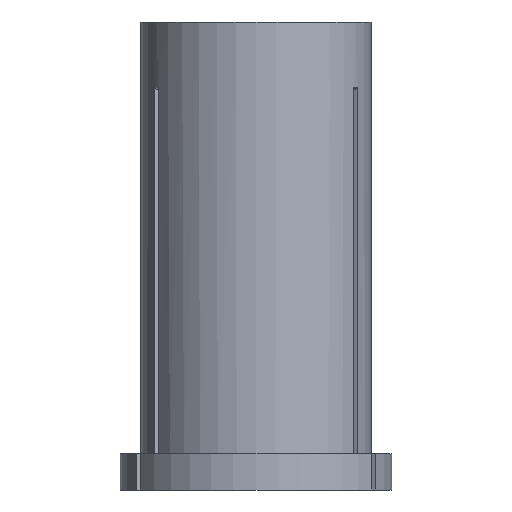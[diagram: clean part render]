
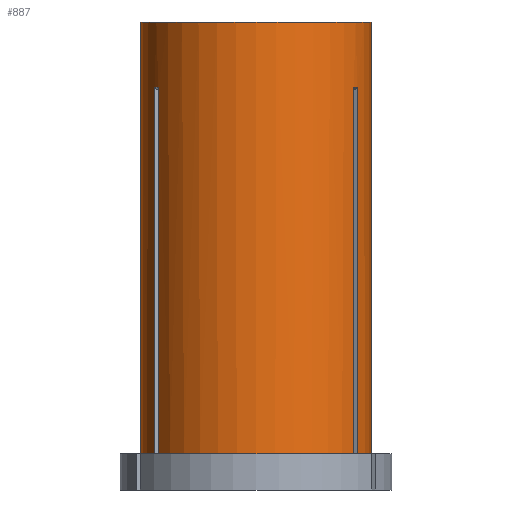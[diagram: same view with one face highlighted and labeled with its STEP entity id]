
A CAD part, front view. The second image highlights one B-rep face of the part: STEP entity #887.
In plain terms, the highlighted cylindrical face has radius 15.875 mm (diameter 31.75 mm), a partial arc.
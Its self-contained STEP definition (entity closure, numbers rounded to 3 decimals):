
#8 = CARTESIAN_POINT ( 'NONE',  ( -15.875, 0., 0. ) ) ;
#16 = EDGE_CURVE ( 'NONE', #457, #324, #808, .T. ) ;
#19 = ORIENTED_EDGE ( 'NONE', *, *, #528, .F. ) ;
#34 = EDGE_CURVE ( 'NONE', #491, #866, #176, .T. ) ;
#35 = VECTOR ( 'NONE', #95, 1000. ) ;
#64 = CARTESIAN_POINT ( 'NONE',  ( -15.875, 0., -59.6 ) ) ;
#70 = LINE ( 'NONE', #210, #89 ) ;
#89 = VECTOR ( 'NONE', #1166, 1000. ) ;
#92 = EDGE_CURVE ( 'NONE', #253, #778, #741, .T. ) ;
#95 = DIRECTION ( 'NONE',  ( 0., 0., 1. ) ) ;
#145 = CARTESIAN_POINT ( 'NONE',  ( 13.913, -7.647, -9.002 ) ) ;
#151 = DIRECTION ( 'NONE',  ( 0., 0., 1. ) ) ;
#154 = CARTESIAN_POINT ( 'NONE',  ( -13.991, -7.501, 0. ) ) ;
#163 = CARTESIAN_POINT ( 'NONE',  ( 13.491, -8.367, -59.6 ) ) ;
#164 = VERTEX_POINT ( 'NONE', #64 ) ;
#170 = VERTEX_POINT ( 'NONE', #1028 ) ;
#176 = B_SPLINE_CURVE_WITH_KNOTS ( 'NONE', 3,
 ( #373, #1310, #809, #145, #1007 ),
 .UNSPECIFIED., .F., .F.,
 ( 4, 1, 4 ),
 ( 0.098, 0.098, 0.099 ),
 .UNSPECIFIED. ) ;
#210 = CARTESIAN_POINT ( 'NONE',  ( 13.491, -8.367, 0. ) ) ;
#224 = CARTESIAN_POINT ( 'NONE',  ( -13.991, -7.501, -9.006 ) ) ;
#253 = VERTEX_POINT ( 'NONE', #1157 ) ;
#256 = CIRCLE ( 'NONE', #260, 15.875 ) ;
#260 = AXIS2_PLACEMENT_3D ( 'NONE', #483, #1232, #702 ) ;
#265 = ORIENTED_EDGE ( 'NONE', *, *, #92, .T. ) ;
#284 = EDGE_LOOP ( 'NONE', ( #760, #322, #439, #1129, #387, #1082, #369, #729, #922, #812, #265, #19 ) ) ;
#287 = CARTESIAN_POINT ( 'NONE',  ( -13.831, -7.794, -9. ) ) ;
#313 = AXIS2_PLACEMENT_3D ( 'NONE', #515, #835, #1032 ) ;
#315 = CARTESIAN_POINT ( 'NONE',  ( 0., 0., -59.6 ) ) ;
#322 = ORIENTED_EDGE ( 'NONE', *, *, #401, .T. ) ;
#324 = VERTEX_POINT ( 'NONE', #224 ) ;
#339 = AXIS2_PLACEMENT_3D ( 'NONE', #490, #1343, #715 ) ;
#347 = DIRECTION ( 'NONE',  ( 1., 0., 0. ) ) ;
#369 = ORIENTED_EDGE ( 'NONE', *, *, #1233, .T. ) ;
#373 = CARTESIAN_POINT ( 'NONE',  ( 13.491, -8.367, -9.006 ) ) ;
#387 = ORIENTED_EDGE ( 'NONE', *, *, #976, .F. ) ;
#392 = DIRECTION ( 'NONE',  ( 0., 0., 1. ) ) ;
#401 = EDGE_CURVE ( 'NONE', #164, #457, #932, .T. ) ;
#415 = VECTOR ( 'NONE', #1008, 1000. ) ;
#423 = DIRECTION ( 'NONE',  ( 0., 0., 1. ) ) ;
#427 = CARTESIAN_POINT ( 'NONE',  ( -13.491, -8.367, -9.006 ) ) ;
#430 = VERTEX_POINT ( 'NONE', #1193 ) ;
#439 = ORIENTED_EDGE ( 'NONE', *, *, #16, .T. ) ;
#445 = CARTESIAN_POINT ( 'NONE',  ( 13.991, -7.501, -9.006 ) ) ;
#457 = VERTEX_POINT ( 'NONE', #915 ) ;
#458 = VERTEX_POINT ( 'NONE', #163 ) ;
#462 = CIRCLE ( 'NONE', #339, 15.875 ) ;
#472 = CYLINDRICAL_SURFACE ( 'NONE', #599, 15.875 ) ;
#478 = EDGE_CURVE ( 'NONE', #703, #866, #931, .T. ) ;
#480 = DIRECTION ( 'NONE',  ( 0., 0., 1. ) ) ;
#483 = CARTESIAN_POINT ( 'NONE',  ( 0., 0., -59.6 ) ) ;
#490 = CARTESIAN_POINT ( 'NONE',  ( 0., 0., -59.6 ) ) ;
#491 = VERTEX_POINT ( 'NONE', #598 ) ;
#498 = EDGE_CURVE ( 'NONE', #430, #458, #462, .T. ) ;
#504 = CARTESIAN_POINT ( 'NONE',  ( -13.912, -7.648, -9.002 ) ) ;
#507 = CARTESIAN_POINT ( 'NONE',  ( 15.875, 0., 0. ) ) ;
#515 = CARTESIAN_POINT ( 'NONE',  ( 0., 0., 0. ) ) ;
#517 = LINE ( 'NONE', #1234, #415 ) ;
#521 = EDGE_CURVE ( 'NONE', #703, #253, #256, .T. ) ;
#528 = EDGE_CURVE ( 'NONE', #1016, #778, #1248, .T. ) ;
#565 = CARTESIAN_POINT ( 'NONE',  ( 0., 0., 0. ) ) ;
#598 = CARTESIAN_POINT ( 'NONE',  ( 13.491, -8.367, -9.006 ) ) ;
#599 = AXIS2_PLACEMENT_3D ( 'NONE', #565, #884, #347 ) ;
#640 = VECTOR ( 'NONE', #392, 1000. ) ;
#641 = CARTESIAN_POINT ( 'NONE',  ( -13.664, -8.083, -9. ) ) ;
#702 = DIRECTION ( 'NONE',  ( 1., 0., 0. ) ) ;
#703 = VERTEX_POINT ( 'NONE', #861 ) ;
#715 = DIRECTION ( 'NONE',  ( 1., 0., 0. ) ) ;
#729 = ORIENTED_EDGE ( 'NONE', *, *, #34, .T. ) ;
#740 = CARTESIAN_POINT ( 'NONE',  ( -13.579, -8.226, -9.002 ) ) ;
#741 = LINE ( 'NONE', #1124, #953 ) ;
#751 = AXIS2_PLACEMENT_3D ( 'NONE', #315, #423, #1076 ) ;
#760 = ORIENTED_EDGE ( 'NONE', *, *, #1212, .F. ) ;
#764 = FACE_OUTER_BOUND ( 'NONE', #284, .T. ) ;
#778 = VERTEX_POINT ( 'NONE', #507 ) ;
#808 = LINE ( 'NONE', #154, #1345 ) ;
#809 = CARTESIAN_POINT ( 'NONE',  ( 13.751, -7.938, -8.998 ) ) ;
#812 = ORIENTED_EDGE ( 'NONE', *, *, #521, .T. ) ;
#815 = CARTESIAN_POINT ( 'NONE',  ( 13.991, -7.501, 0. ) ) ;
#818 = B_SPLINE_CURVE_WITH_KNOTS ( 'NONE', 3,
 ( #1138, #504, #287, #641, #740, #427 ),
 .UNSPECIFIED., .F., .F.,
 ( 4, 2, 4 ),
 ( 0.089, 0.09, 0.09 ),
 .UNSPECIFIED. ) ;
#835 = DIRECTION ( 'NONE',  ( 0., 0., 1. ) ) ;
#861 = CARTESIAN_POINT ( 'NONE',  ( 13.991, -7.501, -59.6 ) ) ;
#866 = VERTEX_POINT ( 'NONE', #445 ) ;
#884 = DIRECTION ( 'NONE',  ( 0., 0., 1. ) ) ;
#887 = ADVANCED_FACE ( 'NONE', ( #764 ), #472, .T. ) ;
#915 = CARTESIAN_POINT ( 'NONE',  ( -13.991, -7.501, -59.6 ) ) ;
#922 = ORIENTED_EDGE ( 'NONE', *, *, #478, .F. ) ;
#931 = LINE ( 'NONE', #815, #640 ) ;
#932 = CIRCLE ( 'NONE', #751, 15.875 ) ;
#953 = VECTOR ( 'NONE', #480, 1000. ) ;
#976 = EDGE_CURVE ( 'NONE', #430, #170, #517, .T. ) ;
#1007 = CARTESIAN_POINT ( 'NONE',  ( 13.991, -7.501, -9.006 ) ) ;
#1008 = DIRECTION ( 'NONE',  ( 0., 0., 1. ) ) ;
#1016 = VERTEX_POINT ( 'NONE', #1018 ) ;
#1018 = CARTESIAN_POINT ( 'NONE',  ( -15.875, 0., 0. ) ) ;
#1028 = CARTESIAN_POINT ( 'NONE',  ( -13.491, -8.367, -9.006 ) ) ;
#1032 = DIRECTION ( 'NONE',  ( 1., 0., 0. ) ) ;
#1076 = DIRECTION ( 'NONE',  ( 1., 0., 0. ) ) ;
#1082 = ORIENTED_EDGE ( 'NONE', *, *, #498, .T. ) ;
#1124 = CARTESIAN_POINT ( 'NONE',  ( 15.875, 0., 0. ) ) ;
#1129 = ORIENTED_EDGE ( 'NONE', *, *, #1144, .T. ) ;
#1138 = CARTESIAN_POINT ( 'NONE',  ( -13.991, -7.501, -9.006 ) ) ;
#1144 = EDGE_CURVE ( 'NONE', #324, #170, #818, .T. ) ;
#1157 = CARTESIAN_POINT ( 'NONE',  ( 15.875, 0., -59.6 ) ) ;
#1166 = DIRECTION ( 'NONE',  ( 0., 0., 1. ) ) ;
#1167 = LINE ( 'NONE', #8, #35 ) ;
#1193 = CARTESIAN_POINT ( 'NONE',  ( -13.491, -8.367, -59.6 ) ) ;
#1212 = EDGE_CURVE ( 'NONE', #164, #1016, #1167, .T. ) ;
#1232 = DIRECTION ( 'NONE',  ( 0., 0., 1. ) ) ;
#1233 = EDGE_CURVE ( 'NONE', #458, #491, #70, .T. ) ;
#1234 = CARTESIAN_POINT ( 'NONE',  ( -13.491, -8.367, 0. ) ) ;
#1248 = CIRCLE ( 'NONE', #313, 15.875 ) ;
#1310 = CARTESIAN_POINT ( 'NONE',  ( 13.58, -8.224, -9.002 ) ) ;
#1343 = DIRECTION ( 'NONE',  ( 0., 0., 1. ) ) ;
#1345 = VECTOR ( 'NONE', #151, 1000. ) ;
